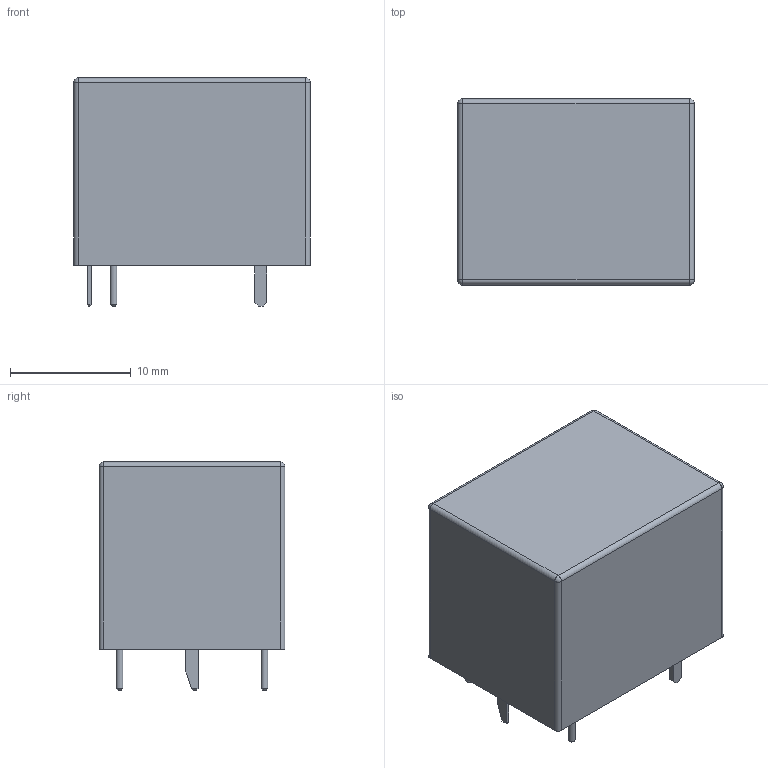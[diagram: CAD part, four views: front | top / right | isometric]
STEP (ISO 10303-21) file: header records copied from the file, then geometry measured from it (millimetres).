
FILE_DESCRIPTION(('FreeCAD Model'),'2;1');
FILE_NAME('Relay_SPST_SANYOU_SRD_Series_Form_A.step', '2019-05-09T23:57:39',('kicad StepUp'),('ksu MCAD'), 'Open CASCADE STEP processor 7.3','FreeCAD','Unknown');
FILE_SCHEMA(('AUTOMOTIVE_DESIGN { 1 0 10303 214 1 1 1 1 }'));
Length unit declared in the file: millimetre
Products named in the file (1): Relay_SPST_SANYOU_SRD_Series_Form_A
Bounding box: 19.6 x 15.4 x 18.9 mm (x, y, z)
Volume: 4650.5 mm3; surface area: 1701.8 mm2
Topology: 1 solids, 1 shells, 46 faces, 105 edges, 62 vertices
Faces by surface type: plane 30, cylinder 10, sphere 4, cone 2
Full cylindrical faces by diameter (mm): 0.55 x2
Entity records: 1575 total; most frequent: DIRECTION 217, CARTESIAN_POINT 210, ORIENTED_EDGE 202, EDGE_CURVE 101, LINE 79, VECTOR 79, AXIS2_PLACEMENT_3D 69, VERTEX_POINT 62
